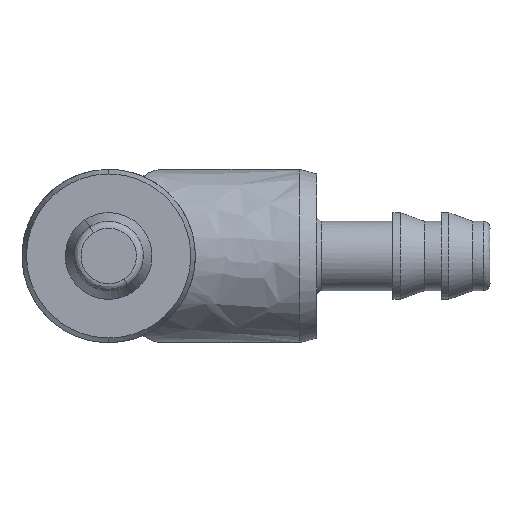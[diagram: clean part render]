
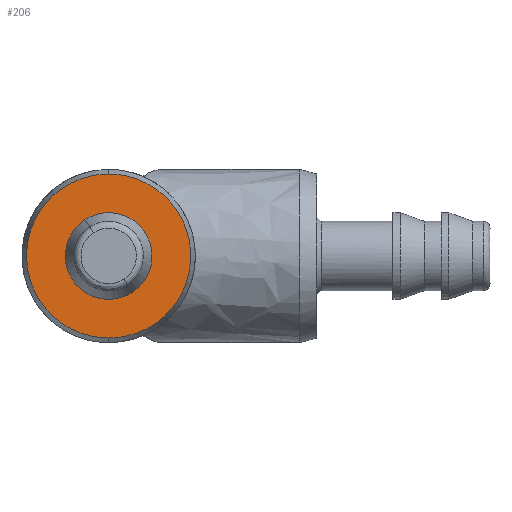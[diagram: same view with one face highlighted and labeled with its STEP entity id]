
A CAD part, front view. The second image highlights one B-rep face of the part: STEP entity #206.
In plain terms, the highlighted free-form (B-spline) face has degree [1, 1] with [2, 2] control points.
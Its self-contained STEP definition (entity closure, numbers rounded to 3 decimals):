
#63 = CARTESIAN_POINT ( 'NONE',  ( 0., 0., -4.732 ) ) ;
#84 = CARTESIAN_POINT ( 'NONE',  ( 2.263, 0., -0.173 ) ) ;
#136 = CARTESIAN_POINT ( 'NONE',  ( -2.263, 0., 0.173 ) ) ;
#187 = CARTESIAN_POINT ( 'NONE',  ( -4.134, 0., -2.385 ) ) ;
#200 = CARTESIAN_POINT ( 'NONE',  ( -1.237, 0., 4.61 ) ) ;
#206 = ADVANCED_FACE ( 'NONE', ( #739, #923 ), #2319, .T. ) ;
#268 = CARTESIAN_POINT ( 'NONE',  ( 4.61, 0., 1.237 ) ) ;
#299 = CARTESIAN_POINT ( 'NONE',  ( 3.786, 0., -2.907 ) ) ;
#313 = CARTESIAN_POINT ( 'NONE',  ( 4.61, 0., -1.237 ) ) ;
#348 = CARTESIAN_POINT ( 'NONE',  ( -4.789, 0., -4.789 ) ) ;
#472 = EDGE_LOOP ( 'NONE', ( #1110, #3248 ) ) ;
#487 = EDGE_CURVE ( 'NONE', #3697, #2279, #3443, .T. ) ;
#557 = CARTESIAN_POINT ( 'NONE',  ( 0., 0., 4.732 ) ) ;
#585 = CARTESIAN_POINT ( 'NONE',  ( 2.907, 0., 3.786 ) ) ;
#634 = CARTESIAN_POINT ( 'NONE',  ( 1.025, 0., 2.024 ) ) ;
#667 = CARTESIAN_POINT ( 'NONE',  ( -1.231, 0., 1.884 ) ) ;
#670 = CARTESIAN_POINT ( 'NONE',  ( 0., 0., 4.732 ) ) ;
#723 = CARTESIAN_POINT ( 'NONE',  ( -2.266, 0., -0.126 ) ) ;
#739 = FACE_BOUND ( 'NONE', #2399, .T. ) ;
#746 = CARTESIAN_POINT ( 'NONE',  ( -2.157, 0., -0.706 ) ) ;
#764 = CARTESIAN_POINT ( 'NONE',  ( -4.732, 0., 0.621 ) ) ;
#874 = CARTESIAN_POINT ( 'NONE',  ( 2.385, 0., 4.134 ) ) ;
#887 = CARTESIAN_POINT ( 'NONE',  ( 2.907, 0., -3.786 ) ) ;
#900 = CARTESIAN_POINT ( 'NONE',  ( 0., 0., -4.732 ) ) ;
#923 = FACE_OUTER_BOUND ( 'NONE', #472, .T. ) ;
#927 = CARTESIAN_POINT ( 'NONE',  ( 1.513, 0., 1.691 ) ) ;
#940 = CARTESIAN_POINT ( 'NONE',  ( 1.722, 0., 1.478 ) ) ;
#1017 = CARTESIAN_POINT ( 'NONE',  ( -2.024, 0., 1.025 ) ) ;
#1042 = CARTESIAN_POINT ( 'NONE',  ( 0., 0., 4.732 ) ) ;
#1044 = CARTESIAN_POINT ( 'NONE',  ( -1.478, 0., 1.722 ) ) ;
#1055 = CARTESIAN_POINT ( 'NONE',  ( -4.61, 0., -1.237 ) ) ;
#1081 = CARTESIAN_POINT ( 'NONE',  ( -0.621, 0., -4.732 ) ) ;
#1110 = ORIENTED_EDGE ( 'NONE', *, *, #487, .T. ) ;
#1167 = CARTESIAN_POINT ( 'NONE',  ( 0.621, 0., -4.732 ) ) ;
#1211 = CARTESIAN_POINT ( 'NONE',  ( -4.789, 0., 4.789 ) ) ;
#1238 = CARTESIAN_POINT ( 'NONE',  ( -1.231, 0., 1.884 ) ) ;
#1251 = CARTESIAN_POINT ( 'NONE',  ( 2.141, 0., -0.751 ) ) ;
#1261 = CARTESIAN_POINT ( 'NONE',  ( 2.024, 0., -1.025 ) ) ;
#1275 = CARTESIAN_POINT ( 'NONE',  ( 0.983, 0., -2.045 ) ) ;
#1298 = CARTESIAN_POINT ( 'NONE',  ( -1.691, 0., 1.513 ) ) ;
#1364 = CARTESIAN_POINT ( 'NONE',  ( -3.786, 0., -2.907 ) ) ;
#1413 = ORIENTED_EDGE ( 'NONE', *, *, #1951, .T. ) ;
#1459 = CARTESIAN_POINT ( 'NONE',  ( 0.621, 0., 4.732 ) ) ;
#1540 = B_SPLINE_CURVE_WITH_KNOTS ( 'NONE', 3,
 ( #900, #1167, #3794, #2078, #887, #299, #2373, #313, #3517, #3219, #268, #2945, #2351, #585, #874, #2956, #1459, #557 ),
 .UNSPECIFIED., .F., .F.,
 ( 4, 2, 2, 2, 2, 2, 2, 2, 4 ),
 ( 0., 0.393, 0.785, 1.178, 1.571, 1.963, 2.356, 2.749, 3.142 ),
 .UNSPECIFIED. ) ;
#1575 = CARTESIAN_POINT ( 'NONE',  ( 0.706, 0., -2.157 ) ) ;
#1584 = CARTESIAN_POINT ( 'NONE',  ( -0.751, 0., -2.141 ) ) ;
#1600 = CARTESIAN_POINT ( 'NONE',  ( 1.231, 0., -1.884 ) ) ;
#1637 = CARTESIAN_POINT ( 'NONE',  ( -0.621, 0., 4.732 ) ) ;
#1660 = CARTESIAN_POINT ( 'NONE',  ( -4.134, 0., 2.385 ) ) ;
#1853 = CARTESIAN_POINT ( 'NONE',  ( 2.157, 0., 0.706 ) ) ;
#1943 = CARTESIAN_POINT ( 'NONE',  ( -2.907, 0., -3.786 ) ) ;
#1951 = EDGE_CURVE ( 'NONE', #2256, #3209, #2197, .T. ) ;
#1979 = EDGE_CURVE ( 'NONE', #3209, #2256, #2707, .T. ) ;
#2078 = CARTESIAN_POINT ( 'NONE',  ( 2.385, 0., -4.134 ) ) ;
#2111 = CARTESIAN_POINT ( 'NONE',  ( 1.231, 0., -1.884 ) ) ;
#2166 = CARTESIAN_POINT ( 'NONE',  ( -1.025, 0., -2.024 ) ) ;
#2197 = B_SPLINE_CURVE_WITH_KNOTS ( 'NONE', 3,
 ( #1238, #2692, #2702, #3625, #3278, #3292, #634, #927, #940, #2989, #1853, #3579, #84, #1251, #1261, #3019, #2400, #2111 ),
 .UNSPECIFIED., .F., .F.,
 ( 4, 2, 2, 2, 2, 2, 2, 2, 4 ),
 ( 0., 0.393, 0.785, 1.178, 1.571, 1.963, 2.356, 2.749, 3.142 ),
 .UNSPECIFIED. ) ;
#2249 = CARTESIAN_POINT ( 'NONE',  ( -2.907, 0., 3.786 ) ) ;
#2256 = VERTEX_POINT ( 'NONE', #667 ) ;
#2263 = CARTESIAN_POINT ( 'NONE',  ( 0., 0., -4.732 ) ) ;
#2279 = VERTEX_POINT ( 'NONE', #63 ) ;
#2319 = B_SPLINE_SURFACE_WITH_KNOTS ( 'NONE', 1, 1, ( 
 ( #1211, #2699 ),
 ( #348, #2711 ) ),
 .UNSPECIFIED., .F., .F., .F.,
 ( 2, 2 ),
 ( 2, 2 ),
 ( 0., 1. ),
 ( 0., 1. ),
 .UNSPECIFIED. ) ;
#2351 = CARTESIAN_POINT ( 'NONE',  ( 3.786, 0., 2.907 ) ) ;
#2373 = CARTESIAN_POINT ( 'NONE',  ( 4.134, 0., -2.385 ) ) ;
#2399 = EDGE_LOOP ( 'NONE', ( #3473, #1413 ) ) ;
#2400 = CARTESIAN_POINT ( 'NONE',  ( 1.478, 0., -1.722 ) ) ;
#2482 = CARTESIAN_POINT ( 'NONE',  ( -0.173, 0., -2.263 ) ) ;
#2497 = CARTESIAN_POINT ( 'NONE',  ( -1.513, 0., -1.691 ) ) ;
#2502 = CARTESIAN_POINT ( 'NONE',  ( 1.231, 0., -1.884 ) ) ;
#2541 = CARTESIAN_POINT ( 'NONE',  ( -2.385, 0., -4.134 ) ) ;
#2692 = CARTESIAN_POINT ( 'NONE',  ( -0.983, 0., 2.045 ) ) ;
#2699 = CARTESIAN_POINT ( 'NONE',  ( 4.789, 0., 4.789 ) ) ;
#2702 = CARTESIAN_POINT ( 'NONE',  ( -0.706, 0., 2.157 ) ) ;
#2707 = B_SPLINE_CURVE_WITH_KNOTS ( 'NONE', 3,
 ( #1600, #1275, #1575, #2758, #2482, #1584, #2166, #2497, #2783, #3651, #746, #723, #136, #3663, #1017, #1298, #1044, #3362 ),
 .UNSPECIFIED., .F., .F.,
 ( 4, 2, 2, 2, 2, 2, 2, 2, 4 ),
 ( 0., 0.393, 0.785, 1.178, 1.571, 1.963, 2.356, 2.749, 3.142 ),
 .UNSPECIFIED. ) ;
#2711 = CARTESIAN_POINT ( 'NONE',  ( 4.789, 0., -4.789 ) ) ;
#2758 = CARTESIAN_POINT ( 'NONE',  ( 0.126, 0., -2.266 ) ) ;
#2783 = CARTESIAN_POINT ( 'NONE',  ( -1.722, 0., -1.478 ) ) ;
#2817 = CARTESIAN_POINT ( 'NONE',  ( -4.61, 0., 1.237 ) ) ;
#2841 = CARTESIAN_POINT ( 'NONE',  ( -2.385, 0., 4.134 ) ) ;
#2945 = CARTESIAN_POINT ( 'NONE',  ( 4.134, 0., 2.385 ) ) ;
#2956 = CARTESIAN_POINT ( 'NONE',  ( 1.237, 0., 4.61 ) ) ;
#2989 = CARTESIAN_POINT ( 'NONE',  ( 2.045, 0., 0.983 ) ) ;
#3019 = CARTESIAN_POINT ( 'NONE',  ( 1.691, 0., -1.513 ) ) ;
#3209 = VERTEX_POINT ( 'NONE', #2502 ) ;
#3219 = CARTESIAN_POINT ( 'NONE',  ( 4.732, 0., 0.621 ) ) ;
#3248 = ORIENTED_EDGE ( 'NONE', *, *, #3507, .T. ) ;
#3278 = CARTESIAN_POINT ( 'NONE',  ( 0.173, 0., 2.263 ) ) ;
#3292 = CARTESIAN_POINT ( 'NONE',  ( 0.751, 0., 2.141 ) ) ;
#3362 = CARTESIAN_POINT ( 'NONE',  ( -1.231, 0., 1.884 ) ) ;
#3386 = CARTESIAN_POINT ( 'NONE',  ( -1.237, 0., -4.61 ) ) ;
#3443 = B_SPLINE_CURVE_WITH_KNOTS ( 'NONE', 3,
 ( #1042, #1637, #200, #2841, #2249, #3698, #1660, #2817, #764, #3709, #1055, #187, #1364, #1943, #2541, #3386, #1081, #2263 ),
 .UNSPECIFIED., .F., .F.,
 ( 4, 2, 2, 2, 2, 2, 2, 2, 4 ),
 ( 0., 0.393, 0.785, 1.178, 1.571, 1.963, 2.356, 2.749, 3.142 ),
 .UNSPECIFIED. ) ;
#3473 = ORIENTED_EDGE ( 'NONE', *, *, #1979, .T. ) ;
#3507 = EDGE_CURVE ( 'NONE', #2279, #3697, #1540, .T. ) ;
#3517 = CARTESIAN_POINT ( 'NONE',  ( 4.732, 0., -0.621 ) ) ;
#3579 = CARTESIAN_POINT ( 'NONE',  ( 2.266, 0., 0.126 ) ) ;
#3625 = CARTESIAN_POINT ( 'NONE',  ( -0.126, 0., 2.266 ) ) ;
#3651 = CARTESIAN_POINT ( 'NONE',  ( -2.045, 0., -0.983 ) ) ;
#3663 = CARTESIAN_POINT ( 'NONE',  ( -2.141, 0., 0.751 ) ) ;
#3697 = VERTEX_POINT ( 'NONE', #670 ) ;
#3698 = CARTESIAN_POINT ( 'NONE',  ( -3.786, 0., 2.907 ) ) ;
#3709 = CARTESIAN_POINT ( 'NONE',  ( -4.732, 0., -0.621 ) ) ;
#3794 = CARTESIAN_POINT ( 'NONE',  ( 1.237, 0., -4.61 ) ) ;
